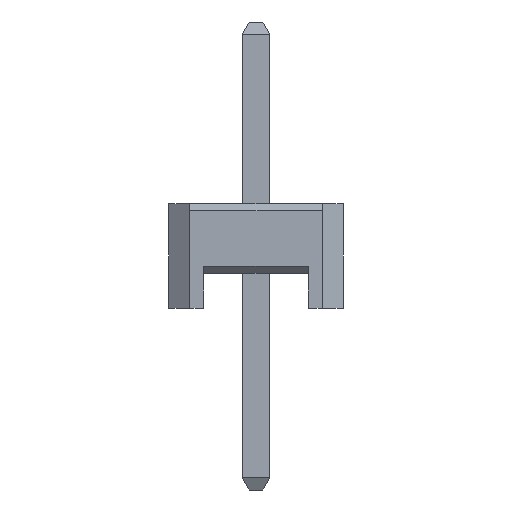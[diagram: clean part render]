
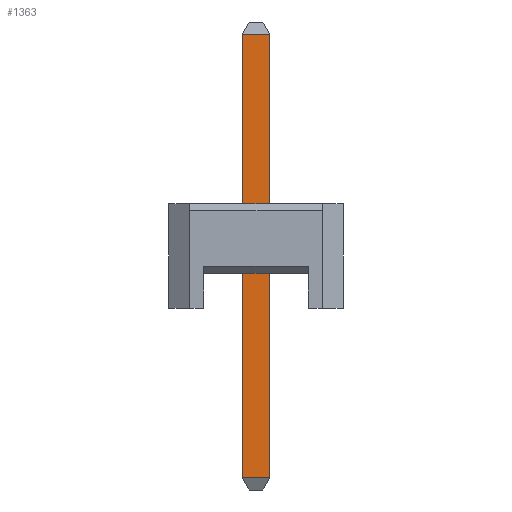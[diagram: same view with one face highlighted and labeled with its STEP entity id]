
A CAD part, left-side view. The second image highlights one B-rep face of the part: STEP entity #1363.
In plain terms, the highlighted planar face has unit normal (-1, 0, 0).
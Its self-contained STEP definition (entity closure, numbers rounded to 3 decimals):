
#1363=ADVANCED_FACE('',(#3433),#3435,.T.);
#3433=FACE_BOUND('',#3434,.T.);
#3434=EDGE_LOOP('',(#5032,#5033,#5034,#5035));
#3435=PLANE('',#3436);
#3436=AXIS2_PLACEMENT_3D('',#3437,#3438,#3439);
#3437=CARTESIAN_POINT('',(-0.2,0.2,-2.6));
#3438=DIRECTION('',(-1.,0.,0.));
#3439=DIRECTION('',(0.,-1.,0.));
#5032=ORIENTED_EDGE('',*,*,#5896,.F.);
#5033=ORIENTED_EDGE('',*,*,#5895,.F.);
#5034=ORIENTED_EDGE('',*,*,#5897,.T.);
#5035=ORIENTED_EDGE('',*,*,#5898,.T.);
#5895=EDGE_CURVE('',#6737,#6733,#6739,.T.);
#5896=EDGE_CURVE('',#6733,#6740,#6741,.T.);
#5897=EDGE_CURVE('',#6737,#6742,#6743,.T.);
#5898=EDGE_CURVE('',#6742,#6740,#6744,.T.);
#6733=VERTEX_POINT('',#8437);
#6737=VERTEX_POINT('',#8445);
#6739=LINE('',#8449,#8450);
#6740=VERTEX_POINT('',#8452);
#6741=LINE('',#8453,#8454);
#6742=VERTEX_POINT('',#8456);
#6743=LINE('',#8457,#8458);
#6744=LINE('',#8460,#8461);
#8437=CARTESIAN_POINT('',(-0.2,0.2,3.927));
#8445=CARTESIAN_POINT('',(-0.2,0.2,-2.427));
#8449=CARTESIAN_POINT('',(-0.2,0.2,-2.427));
#8450=VECTOR('',#8451,1.);
#8451=DIRECTION('',(0.,0.,1.));
#8452=CARTESIAN_POINT('',(-0.2,-0.2,3.927));
#8453=CARTESIAN_POINT('',(-0.2,0.2,3.927));
#8454=VECTOR('',#8455,1.);
#8455=DIRECTION('',(0.,-1.,0.));
#8456=CARTESIAN_POINT('',(-0.2,-0.2,-2.427));
#8457=CARTESIAN_POINT('',(-0.2,0.2,-2.427));
#8458=VECTOR('',#8459,1.);
#8459=DIRECTION('',(0.,-1.,0.));
#8460=CARTESIAN_POINT('',(-0.2,-0.2,-2.427));
#8461=VECTOR('',#8462,1.);
#8462=DIRECTION('',(0.,0.,1.));
